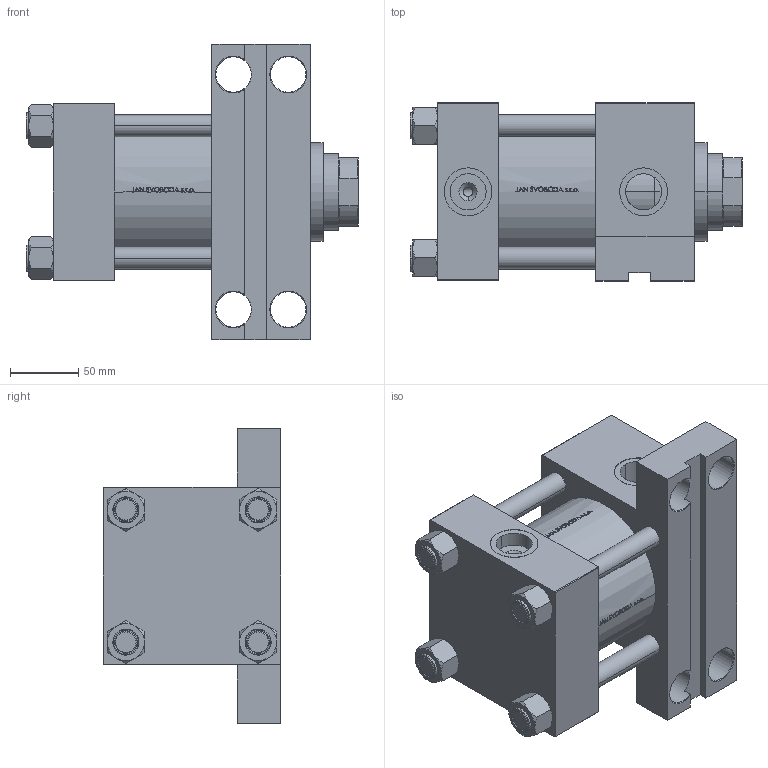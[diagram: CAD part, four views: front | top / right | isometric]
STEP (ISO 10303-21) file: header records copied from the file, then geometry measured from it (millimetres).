
FILE_DESCRIPTION (( 'STEP AP203' ), '1' );
FILE_NAME ('16ac.STEP', '2022-04-14T23:42:01', ( '' ), ( '' ), 'SwSTEP 2.0', 'SolidWorks 2019', '' );
FILE_SCHEMA (( 'CONFIG_CONTROL_DESIGN' ));
Length unit declared in the file: millimetre
Products named in the file (6): V215CR_F_Body c44910a4962918bf7e8ab1d2f60d7800; V215_VC_A c44910a4962918bf7e8ab1d2f60d7800; 16ac; V215CR_F_TYCINKA c44910a4962918bf7e8ab1d2f60d7800; NUT_M5_F c44910a4962918bf7e8ab1d2f60d7800; V215CR_VCP_F c44910a4962918bf7e8ab1d2f60d7800
Assembly tree (11 placements, depth 2):
  16ac
    V215CR_F_Body c44910a4962918bf7e8ab1d2f60d7800
    V215CR_VCP_F c44910a4962918bf7e8ab1d2f60d7800
    V215CR_F_TYCINKA c44910a4962918bf7e8ab1d2f60d7800  x4
    NUT_M5_F c44910a4962918bf7e8ab1d2f60d7800  x4
    V215_VC_A c44910a4962918bf7e8ab1d2f60d7800
Bounding box: 243 x 130 x 216 mm (x, y, z)
Volume: 2600415.8 mm3; surface area: 355446.3 mm2
Topology: 11 solids, 11 shells, 1165 faces, 2984 edges, 1925 vertices
Faces by surface type: plane 488, bspline 380, cone 152, cylinder 137, torus 8
Entity records: 48846 total; most frequent: CARTESIAN_POINT 26155, ORIENTED_EDGE 5232, DIRECTION 3278, EDGE_CURVE 2616, VERTEX_POINT 1703, LINE 1350, VECTOR 1350, EDGE_LOOP 1113
